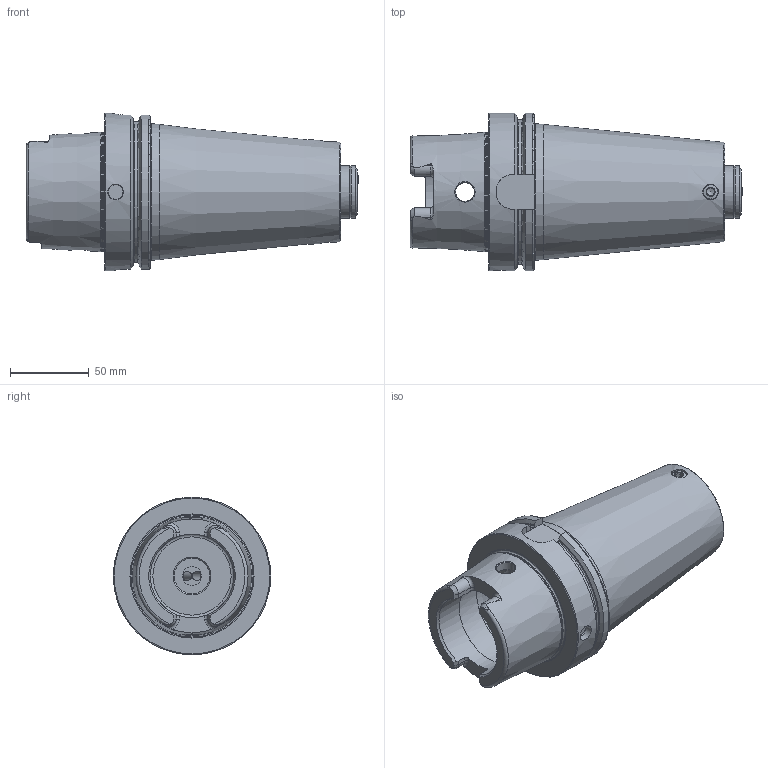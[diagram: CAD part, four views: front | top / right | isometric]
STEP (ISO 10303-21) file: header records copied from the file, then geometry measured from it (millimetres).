
FILE_DESCRIPTION (( 'STEP AP203' ), '1' );
FILE_NAME ('HA0-HA6.K01.150.STEP', '2023-03-23T07:28:45', ( '' ), ( '' ), 'SwSTEP 2.0', 'SolidWorks 2017', '' );
FILE_SCHEMA (( 'CONFIG_CONTROL_DESIGN' ));
Length unit declared in the file: millimetre
Products named in the file (11): HA0-HA6.K01.150_C_Fertigbearbeitung; HA6-ER2.001.007; Backe6; ISO 13337 - 5 x 14_ISO 13337 - 5 x 14; Dichtung6; Stift6; DIN 3771 - 17x2; Spindel6; Grundkörper1; HA0-HA6.K01.150; HA6-ER1.001.000
Assembly tree (12 placements, depth 3):
  HA0-HA6.K01.150
    HA0-HA6.K01.150_C_Fertigbearbeitung
    HA6-ER1.001.000
      Grundkörper1
      Dichtung6
      Backe6  x2
      Spindel6
      Stift6
      DIN 3771 - 17x2
    HA6-ER2.001.007  x2
    ISO 13337 - 5 x 14_ISO 13337 - 5 x 14
Bounding box: 210.85 x 100 x 100 mm (x, y, z)
Volume: 755451.5 mm3; surface area: 105643.9 mm2
Topology: 11 solids, 11 shells, 350 faces, 863 edges, 548 vertices
Faces by surface type: plane 158, cylinder 97, cone 56, torus 35, bspline 4
Full cylindrical faces by diameter (mm): 5 x1, 5.75 x2, 5.8 x2, 6 x2, 6.3 x2, 6.8 x2, 8 x2, 8.5 x2, 10 x5, 12 x3, 13.2 x1, 16.6 x1, 19.9 x2, 20 x1, 20.7 x1, 21.25 x1, 22.5 x1, 26 x1, 26.5 x2, 28.1 x1, 29 x1, 33.25 x1, 33.3 x1, 47.3 x1, 53 x2, 63 x1, 75.265 x1, 100 x1
Entity records: 12397 total; most frequent: CARTESIAN_POINT 4134, DIRECTION 1488, ORIENTED_EDGE 1346, EDGE_CURVE 673, AXIS2_PLACEMENT_3D 613, VERTEX_POINT 477, EDGE_LOOP 446, FACE_OUTER_BOUND 377
